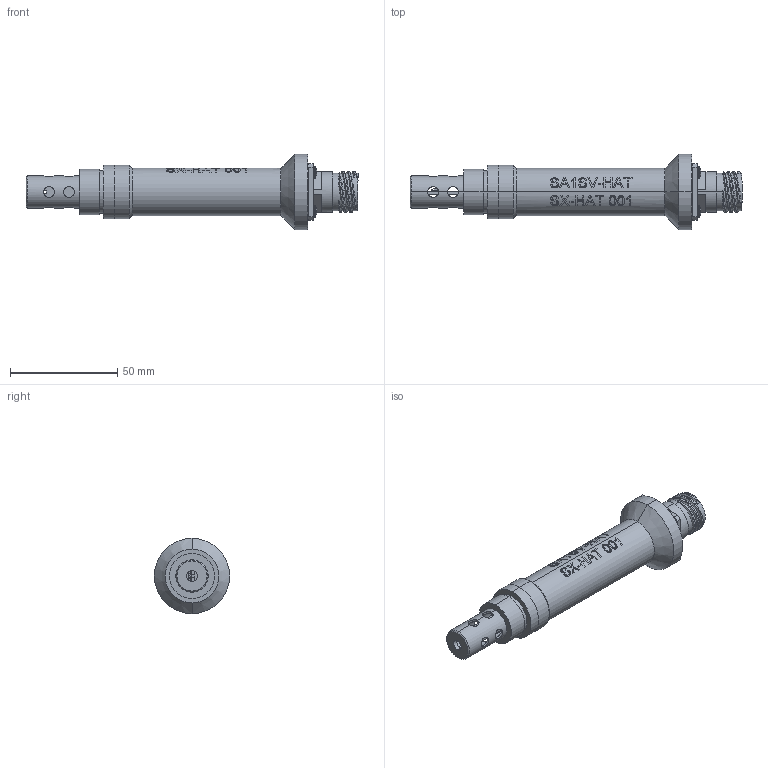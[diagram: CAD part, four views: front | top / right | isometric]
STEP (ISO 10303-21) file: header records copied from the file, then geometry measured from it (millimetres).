
FILE_DESCRIPTION (( 'STEP AP203' ), '1' );
FILE_NAME ('P0141-100 Analox SV-HAT Temperature & Humidity Sensor Assembly.STEP', '2024-08-12T08:00:59', ( '' ), ( '' ), 'SwSTEP 2.0', 'SolidWorks 2024', '' );
FILE_SCHEMA (( 'CONFIG_CONTROL_DESIGN' ));
Length unit declared in the file: millimetre
Products named in the file (8): P0141-401-02 -SV-HAT T&H Extension Tube_ ; P0141-402-05 SV-HAT PCB sleeve_ ; P0141-400-05 -SV-HAT T&H Housing_ ; pan head cross recess screw_iso_ISO 7045 - M3 x 6 - Z --- 6S; P0141-203 PCB T&H PCB Assembly; P0141-100   Analox SV-HAT Temperature & Humidity Sensor Assembly; D38999-20FB35PN Gasket; D38999-20FB35PN
Assembly tree (10 placements, depth 2):
  P0141-100   Analox SV-HAT Temperature & Humidity Sensor Assembly
    P0141-402-05 SV-HAT PCB sleeve_ 
    pan head cross recess screw_iso_ISO 7045 - M3 x 6 - Z --- 6S  x4
    P0141-400-05 -SV-HAT T&H Housing_ 
    P0141-401-02 -SV-HAT T&H Extension Tube_ 
    P0141-203 PCB T&H PCB Assembly
    D38999-20FB35PN
    D38999-20FB35PN Gasket
Bounding box: 154.49 x 35 x 35 mm (x, y, z)
Volume: 29441.2 mm3; surface area: 36013.8 mm2
Topology: 9 solids, 509 shells, 5087 faces, 11794 edges, 7785 vertices
Faces by surface type: plane 4267, cylinder 396, cone 259, bspline 128, sphere 21, torus 16
Entity records: 154781 total; most frequent: CARTESIAN_POINT 50065, ORIENTED_EDGE 21854, DIRECTION 19087, EDGE_CURVE 10928, VECTOR 8553, LINE 8553, VERTEX_POINT 7267, AXIS2_PLACEMENT_3D 5267
